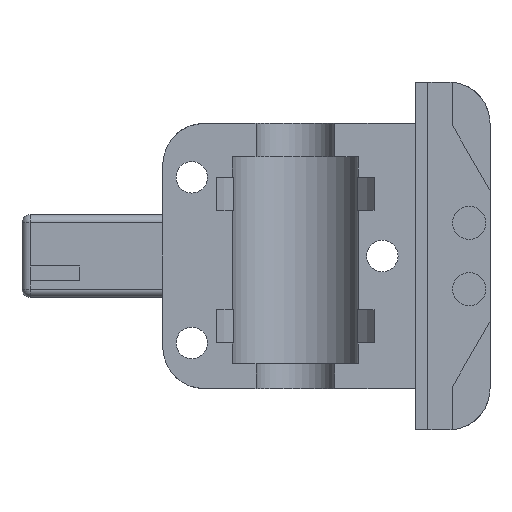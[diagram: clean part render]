
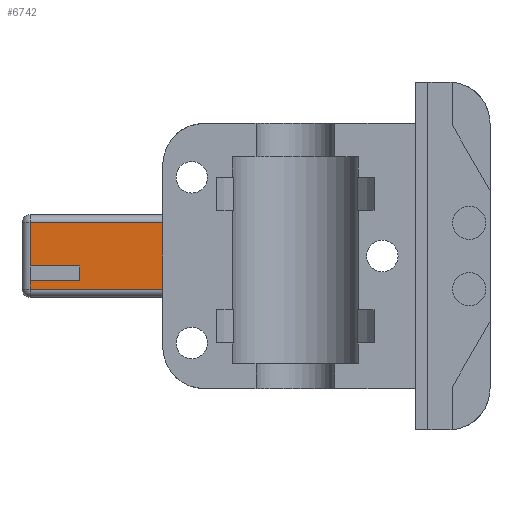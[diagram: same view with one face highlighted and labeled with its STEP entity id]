
A CAD part, front view. The second image highlights one B-rep face of the part: STEP entity #6742.
In plain terms, the highlighted planar face has unit normal (0, -1, 0).
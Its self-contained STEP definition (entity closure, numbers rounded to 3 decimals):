
#2928 = PLANE('',#2929);
#2929 = AXIS2_PLACEMENT_3D('',#2930,#2931,#2932);
#2930 = CARTESIAN_POINT('',(-15.9,-8.,-1.));
#2931 = DIRECTION('',(1.,0.,0.));
#2932 = DIRECTION('',(0.,0.,1.));
#5983 = EDGE_CURVE('',#5984,#5986,#5988,.T.);
#5984 = VERTEX_POINT('',#5985);
#5985 = CARTESIAN_POINT('',(-15.9,-2.,11.));
#5986 = VERTEX_POINT('',#5987);
#5987 = CARTESIAN_POINT('',(-15.9,-2.,19.));
#5988 = SURFACE_CURVE('',#5989,(#5993,#6000),.PCURVE_S1.);
#5989 = LINE('',#5990,#5991);
#5990 = CARTESIAN_POINT('',(-15.9,-2.,10.));
#5991 = VECTOR('',#5992,1.);
#5992 = DIRECTION('',(0.,0.,1.));
#5993 = PCURVE('',#2928,#5994);
#5994 = DEFINITIONAL_REPRESENTATION('',(#5995),#5999);
#5995 = LINE('',#5996,#5997);
#5996 = CARTESIAN_POINT('',(11.,-6.));
#5997 = VECTOR('',#5998,1.);
#5998 = DIRECTION('',(1.,0.));
#5999 = ( GEOMETRIC_REPRESENTATION_CONTEXT(2) 
PARAMETRIC_REPRESENTATION_CONTEXT() REPRESENTATION_CONTEXT('2D SPACE',''
  ) );
#6000 = PCURVE('',#6001,#6006);
#6001 = PLANE('',#6002);
#6002 = AXIS2_PLACEMENT_3D('',#6003,#6004,#6005);
#6003 = CARTESIAN_POINT('',(-32.9,-2.,10.));
#6004 = DIRECTION('',(0.,1.,0.));
#6005 = DIRECTION('',(0.,0.,1.));
#6006 = DEFINITIONAL_REPRESENTATION('',(#6007),#6011);
#6007 = LINE('',#6008,#6009);
#6008 = CARTESIAN_POINT('',(0.,17.));
#6009 = VECTOR('',#6010,1.);
#6010 = DIRECTION('',(1.,0.));
#6011 = ( GEOMETRIC_REPRESENTATION_CONTEXT(2) 
PARAMETRIC_REPRESENTATION_CONTEXT() REPRESENTATION_CONTEXT('2D SPACE',''
  ) );
#6034 = CYLINDRICAL_SURFACE('',#6035,1.);
#6035 = AXIS2_PLACEMENT_3D('',#6036,#6037,#6038);
#6036 = CARTESIAN_POINT('',(-32.9,-1.,19.));
#6037 = DIRECTION('',(1.,0.,0.));
#6038 = DIRECTION('',(0.,-1.,0.));
#6207 = CYLINDRICAL_SURFACE('',#6208,1.);
#6208 = AXIS2_PLACEMENT_3D('',#6209,#6210,#6211);
#6209 = CARTESIAN_POINT('',(-32.9,-1.,11.));
#6210 = DIRECTION('',(1.,0.,0.));
#6211 = DIRECTION('',(0.,-1.,0.));
#6742 = ADVANCED_FACE('',(#6743),#6001,.F.);
#6743 = FACE_BOUND('',#6744,.F.);
#6744 = EDGE_LOOP('',(#6745,#6746,#6769,#6797,#6823,#6849,#6875,#6898));
#6745 = ORIENTED_EDGE('',*,*,#5983,.F.);
#6746 = ORIENTED_EDGE('',*,*,#6747,.F.);
#6747 = EDGE_CURVE('',#6748,#5984,#6750,.T.);
#6748 = VERTEX_POINT('',#6749);
#6749 = CARTESIAN_POINT('',(-31.9,-2.,11.));
#6750 = SURFACE_CURVE('',#6751,(#6755,#6762),.PCURVE_S1.);
#6751 = LINE('',#6752,#6753);
#6752 = CARTESIAN_POINT('',(-32.9,-2.,11.));
#6753 = VECTOR('',#6754,1.);
#6754 = DIRECTION('',(1.,0.,0.));
#6755 = PCURVE('',#6001,#6756);
#6756 = DEFINITIONAL_REPRESENTATION('',(#6757),#6761);
#6757 = LINE('',#6758,#6759);
#6758 = CARTESIAN_POINT('',(1.,0.));
#6759 = VECTOR('',#6760,1.);
#6760 = DIRECTION('',(0.,1.));
#6761 = ( GEOMETRIC_REPRESENTATION_CONTEXT(2) 
PARAMETRIC_REPRESENTATION_CONTEXT() REPRESENTATION_CONTEXT('2D SPACE',''
  ) );
#6762 = PCURVE('',#6207,#6763);
#6763 = DEFINITIONAL_REPRESENTATION('',(#6764),#6768);
#6764 = LINE('',#6765,#6766);
#6765 = CARTESIAN_POINT('',(0.,0.));
#6766 = VECTOR('',#6767,1.);
#6767 = DIRECTION('',(0.,1.));
#6768 = ( GEOMETRIC_REPRESENTATION_CONTEXT(2) 
PARAMETRIC_REPRESENTATION_CONTEXT() REPRESENTATION_CONTEXT('2D SPACE',''
  ) );
#6769 = ORIENTED_EDGE('',*,*,#6770,.T.);
#6770 = EDGE_CURVE('',#6748,#6771,#6773,.T.);
#6771 = VERTEX_POINT('',#6772);
#6772 = CARTESIAN_POINT('',(-31.9,-2.,12.));
#6773 = SURFACE_CURVE('',#6774,(#6778,#6785),.PCURVE_S1.);
#6774 = LINE('',#6775,#6776);
#6775 = CARTESIAN_POINT('',(-31.9,-2.,10.));
#6776 = VECTOR('',#6777,1.);
#6777 = DIRECTION('',(0.,0.,1.));
#6778 = PCURVE('',#6001,#6779);
#6779 = DEFINITIONAL_REPRESENTATION('',(#6780),#6784);
#6780 = LINE('',#6781,#6782);
#6781 = CARTESIAN_POINT('',(0.,1.));
#6782 = VECTOR('',#6783,1.);
#6783 = DIRECTION('',(1.,0.));
#6784 = ( GEOMETRIC_REPRESENTATION_CONTEXT(2) 
PARAMETRIC_REPRESENTATION_CONTEXT() REPRESENTATION_CONTEXT('2D SPACE',''
  ) );
#6785 = PCURVE('',#6786,#6791);
#6786 = CYLINDRICAL_SURFACE('',#6787,1.);
#6787 = AXIS2_PLACEMENT_3D('',#6788,#6789,#6790);
#6788 = CARTESIAN_POINT('',(-31.9,-1.,10.));
#6789 = DIRECTION('',(0.,0.,1.));
#6790 = DIRECTION('',(-1.,0.,0.));
#6791 = DEFINITIONAL_REPRESENTATION('',(#6792),#6796);
#6792 = LINE('',#6793,#6794);
#6793 = CARTESIAN_POINT('',(1.571,0.));
#6794 = VECTOR('',#6795,1.);
#6795 = DIRECTION('',(0.,1.));
#6796 = ( GEOMETRIC_REPRESENTATION_CONTEXT(2) 
PARAMETRIC_REPRESENTATION_CONTEXT() REPRESENTATION_CONTEXT('2D SPACE',''
  ) );
#6797 = ORIENTED_EDGE('',*,*,#6798,.T.);
#6798 = EDGE_CURVE('',#6771,#6799,#6801,.T.);
#6799 = VERTEX_POINT('',#6800);
#6800 = CARTESIAN_POINT('',(-25.9,-2.,12.));
#6801 = SURFACE_CURVE('',#6802,(#6806,#6812),.PCURVE_S1.);
#6802 = LINE('',#6803,#6804);
#6803 = CARTESIAN_POINT('',(-32.4,-2.,12.));
#6804 = VECTOR('',#6805,1.);
#6805 = DIRECTION('',(1.,0.,0.));
#6806 = PCURVE('',#6001,#6807);
#6807 = DEFINITIONAL_REPRESENTATION('',(#6808),#6811);
#6808 = B_SPLINE_CURVE_WITH_KNOTS('',1,(#6809,#6810),.UNSPECIFIED.,.F.,
  .F.,(2,2),(-0.1,7.1),.PIECEWISE_BEZIER_KNOTS.);
#6809 = CARTESIAN_POINT('',(2.,0.4));
#6810 = CARTESIAN_POINT('',(2.,7.6));
#6811 = ( GEOMETRIC_REPRESENTATION_CONTEXT(2) 
PARAMETRIC_REPRESENTATION_CONTEXT() REPRESENTATION_CONTEXT('2D SPACE',''
  ) );
#6812 = PCURVE('',#6813,#6818);
#6813 = PLANE('',#6814);
#6814 = AXIS2_PLACEMENT_3D('',#6815,#6816,#6817);
#6815 = CARTESIAN_POINT('',(-31.9,-4.,12.));
#6816 = DIRECTION('',(0.,0.,1.));
#6817 = DIRECTION('',(1.,0.,0.));
#6818 = DEFINITIONAL_REPRESENTATION('',(#6819),#6822);
#6819 = B_SPLINE_CURVE_WITH_KNOTS('',1,(#6820,#6821),.UNSPECIFIED.,.F.,
  .F.,(2,2),(-0.1,7.1),.PIECEWISE_BEZIER_KNOTS.);
#6820 = CARTESIAN_POINT('',(-0.6,2.));
#6821 = CARTESIAN_POINT('',(6.6,2.));
#6822 = ( GEOMETRIC_REPRESENTATION_CONTEXT(2) 
PARAMETRIC_REPRESENTATION_CONTEXT() REPRESENTATION_CONTEXT('2D SPACE',''
  ) );
#6823 = ORIENTED_EDGE('',*,*,#6824,.F.);
#6824 = EDGE_CURVE('',#6825,#6799,#6827,.T.);
#6825 = VERTEX_POINT('',#6826);
#6826 = CARTESIAN_POINT('',(-25.9,-2.,13.8));
#6827 = SURFACE_CURVE('',#6828,(#6832,#6838),.PCURVE_S1.);
#6828 = LINE('',#6829,#6830);
#6829 = CARTESIAN_POINT('',(-25.9,-2.,11.));
#6830 = VECTOR('',#6831,1.);
#6831 = DIRECTION('',(0.,0.,-1.));
#6832 = PCURVE('',#6001,#6833);
#6833 = DEFINITIONAL_REPRESENTATION('',(#6834),#6837);
#6834 = B_SPLINE_CURVE_WITH_KNOTS('',1,(#6835,#6836),.UNSPECIFIED.,.F.,
  .F.,(2,2),(-2.98,-0.82),.PIECEWISE_BEZIER_KNOTS.);
#6835 = CARTESIAN_POINT('',(3.98,7.));
#6836 = CARTESIAN_POINT('',(1.82,7.));
#6837 = ( GEOMETRIC_REPRESENTATION_CONTEXT(2) 
PARAMETRIC_REPRESENTATION_CONTEXT() REPRESENTATION_CONTEXT('2D SPACE',''
  ) );
#6838 = PCURVE('',#6839,#6844);
#6839 = PLANE('',#6840);
#6840 = AXIS2_PLACEMENT_3D('',#6841,#6842,#6843);
#6841 = CARTESIAN_POINT('',(-25.9,-4.,12.));
#6842 = DIRECTION('',(1.,0.,0.));
#6843 = DIRECTION('',(0.,0.,1.));
#6844 = DEFINITIONAL_REPRESENTATION('',(#6845),#6848);
#6845 = B_SPLINE_CURVE_WITH_KNOTS('',1,(#6846,#6847),.UNSPECIFIED.,.F.,
  .F.,(2,2),(-2.98,-0.82),.PIECEWISE_BEZIER_KNOTS.);
#6846 = CARTESIAN_POINT('',(1.98,-2.));
#6847 = CARTESIAN_POINT('',(-0.18,-2.));
#6848 = ( GEOMETRIC_REPRESENTATION_CONTEXT(2) 
PARAMETRIC_REPRESENTATION_CONTEXT() REPRESENTATION_CONTEXT('2D SPACE',''
  ) );
#6849 = ORIENTED_EDGE('',*,*,#6850,.F.);
#6850 = EDGE_CURVE('',#6851,#6825,#6853,.T.);
#6851 = VERTEX_POINT('',#6852);
#6852 = CARTESIAN_POINT('',(-31.9,-2.,13.8));
#6853 = SURFACE_CURVE('',#6854,(#6858,#6864),.PCURVE_S1.);
#6854 = LINE('',#6855,#6856);
#6855 = CARTESIAN_POINT('',(-32.4,-2.,13.8));
#6856 = VECTOR('',#6857,1.);
#6857 = DIRECTION('',(1.,0.,0.));
#6858 = PCURVE('',#6001,#6859);
#6859 = DEFINITIONAL_REPRESENTATION('',(#6860),#6863);
#6860 = B_SPLINE_CURVE_WITH_KNOTS('',1,(#6861,#6862),.UNSPECIFIED.,.F.,
  .F.,(2,2),(-0.1,7.1),.PIECEWISE_BEZIER_KNOTS.);
#6861 = CARTESIAN_POINT('',(3.8,0.4));
#6862 = CARTESIAN_POINT('',(3.8,7.6));
#6863 = ( GEOMETRIC_REPRESENTATION_CONTEXT(2) 
PARAMETRIC_REPRESENTATION_CONTEXT() REPRESENTATION_CONTEXT('2D SPACE',''
  ) );
#6864 = PCURVE('',#6865,#6870);
#6865 = PLANE('',#6866);
#6866 = AXIS2_PLACEMENT_3D('',#6867,#6868,#6869);
#6867 = CARTESIAN_POINT('',(-31.9,-4.,13.8));
#6868 = DIRECTION('',(0.,0.,1.));
#6869 = DIRECTION('',(1.,0.,0.));
#6870 = DEFINITIONAL_REPRESENTATION('',(#6871),#6874);
#6871 = B_SPLINE_CURVE_WITH_KNOTS('',1,(#6872,#6873),.UNSPECIFIED.,.F.,
  .F.,(2,2),(-0.1,7.1),.PIECEWISE_BEZIER_KNOTS.);
#6872 = CARTESIAN_POINT('',(-0.6,2.));
#6873 = CARTESIAN_POINT('',(6.6,2.));
#6874 = ( GEOMETRIC_REPRESENTATION_CONTEXT(2) 
PARAMETRIC_REPRESENTATION_CONTEXT() REPRESENTATION_CONTEXT('2D SPACE',''
  ) );
#6875 = ORIENTED_EDGE('',*,*,#6876,.T.);
#6876 = EDGE_CURVE('',#6851,#6877,#6879,.T.);
#6877 = VERTEX_POINT('',#6878);
#6878 = CARTESIAN_POINT('',(-31.9,-2.,19.));
#6879 = SURFACE_CURVE('',#6880,(#6884,#6891),.PCURVE_S1.);
#6880 = LINE('',#6881,#6882);
#6881 = CARTESIAN_POINT('',(-31.9,-2.,10.));
#6882 = VECTOR('',#6883,1.);
#6883 = DIRECTION('',(0.,0.,1.));
#6884 = PCURVE('',#6001,#6885);
#6885 = DEFINITIONAL_REPRESENTATION('',(#6886),#6890);
#6886 = LINE('',#6887,#6888);
#6887 = CARTESIAN_POINT('',(0.,1.));
#6888 = VECTOR('',#6889,1.);
#6889 = DIRECTION('',(1.,0.));
#6890 = ( GEOMETRIC_REPRESENTATION_CONTEXT(2) 
PARAMETRIC_REPRESENTATION_CONTEXT() REPRESENTATION_CONTEXT('2D SPACE',''
  ) );
#6891 = PCURVE('',#6786,#6892);
#6892 = DEFINITIONAL_REPRESENTATION('',(#6893),#6897);
#6893 = LINE('',#6894,#6895);
#6894 = CARTESIAN_POINT('',(1.571,0.));
#6895 = VECTOR('',#6896,1.);
#6896 = DIRECTION('',(0.,1.));
#6897 = ( GEOMETRIC_REPRESENTATION_CONTEXT(2) 
PARAMETRIC_REPRESENTATION_CONTEXT() REPRESENTATION_CONTEXT('2D SPACE',''
  ) );
#6898 = ORIENTED_EDGE('',*,*,#6899,.T.);
#6899 = EDGE_CURVE('',#6877,#5986,#6900,.T.);
#6900 = SURFACE_CURVE('',#6901,(#6905,#6912),.PCURVE_S1.);
#6901 = LINE('',#6902,#6903);
#6902 = CARTESIAN_POINT('',(-32.9,-2.,19.));
#6903 = VECTOR('',#6904,1.);
#6904 = DIRECTION('',(1.,0.,0.));
#6905 = PCURVE('',#6001,#6906);
#6906 = DEFINITIONAL_REPRESENTATION('',(#6907),#6911);
#6907 = LINE('',#6908,#6909);
#6908 = CARTESIAN_POINT('',(9.,0.));
#6909 = VECTOR('',#6910,1.);
#6910 = DIRECTION('',(0.,1.));
#6911 = ( GEOMETRIC_REPRESENTATION_CONTEXT(2) 
PARAMETRIC_REPRESENTATION_CONTEXT() REPRESENTATION_CONTEXT('2D SPACE',''
  ) );
#6912 = PCURVE('',#6034,#6913);
#6913 = DEFINITIONAL_REPRESENTATION('',(#6914),#6918);
#6914 = LINE('',#6915,#6916);
#6915 = CARTESIAN_POINT('',(0.,0.));
#6916 = VECTOR('',#6917,1.);
#6917 = DIRECTION('',(0.,1.));
#6918 = ( GEOMETRIC_REPRESENTATION_CONTEXT(2) 
PARAMETRIC_REPRESENTATION_CONTEXT() REPRESENTATION_CONTEXT('2D SPACE',''
  ) );
